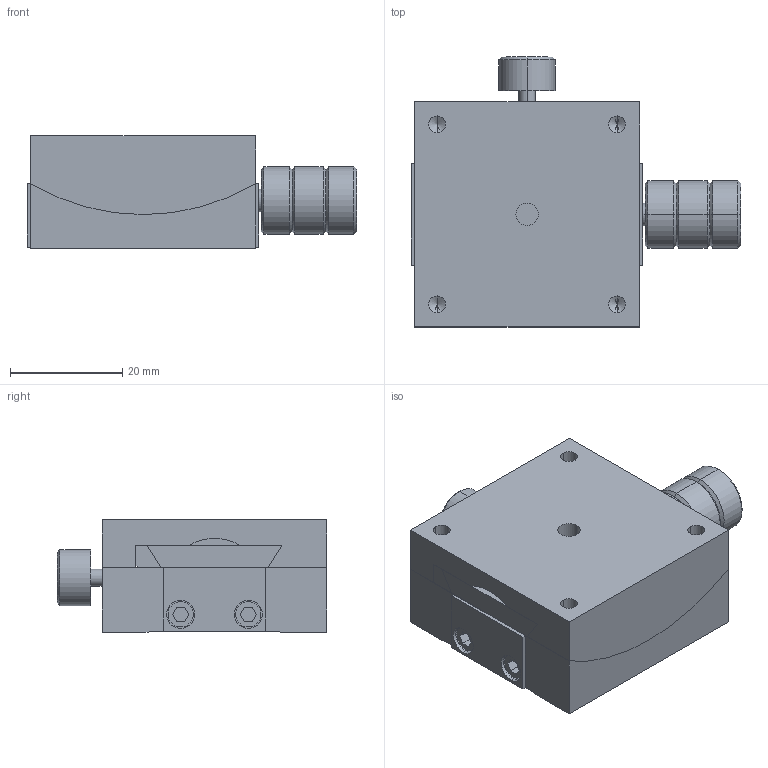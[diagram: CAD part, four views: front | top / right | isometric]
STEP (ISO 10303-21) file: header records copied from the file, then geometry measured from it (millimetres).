
FILE_DESCRIPTION (( 'STEP AP203' ), '1' );
FILE_NAME ('4-25.STEP', '2008-08-02T08:11:23', ( 'user' ), ( '' ), 'SwSTEP 2.0', 'SolidWorks 2007', '' );
FILE_SCHEMA (( 'CONFIG_CONTROL_DESIGN' ));
Length unit declared in the file: millimetre
Products named in the file (1): 4-25
Bounding box: 58.6 x 48 x 20 mm (x, y, z)
Volume: 33135.9 mm3; surface area: 18354 mm2
Topology: 12 solids, 12 shells, 573 faces, 1471 edges, 965 vertices
Faces by surface type: plane 318, cylinder 124, bspline 107, cone 24
Entity records: 23390 total; most frequent: CARTESIAN_POINT 9907, ORIENTED_EDGE 2922, DIRECTION 2427, EDGE_CURVE 1461, LINE 985, VECTOR 985, VERTEX_POINT 965, AXIS2_PLACEMENT_3D 721
